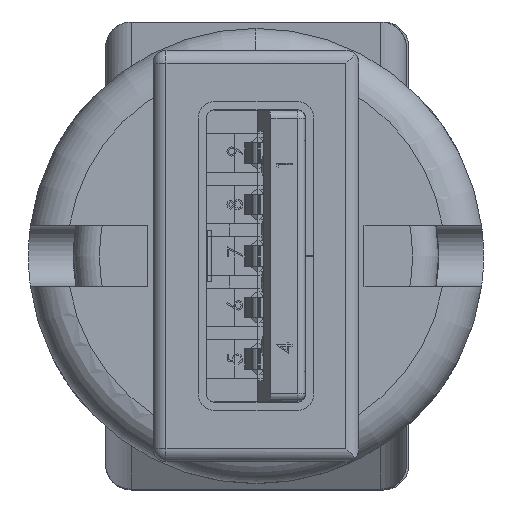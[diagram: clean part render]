
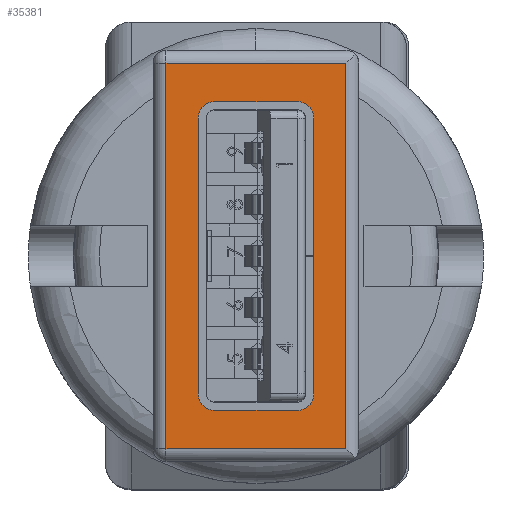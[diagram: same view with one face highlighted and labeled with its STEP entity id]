
A CAD part, left-side view. The second image highlights one B-rep face of the part: STEP entity #35381.
In plain terms, the highlighted face is planar.
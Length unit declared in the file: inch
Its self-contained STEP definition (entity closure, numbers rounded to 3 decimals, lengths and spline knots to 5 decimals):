
#972 = DIRECTION ( 'NONE',  ( 0., -1., 0. ) ) ;
#2770 = VERTEX_POINT ( 'NONE', #96470 ) ;
#2785 = CARTESIAN_POINT ( 'NONE',  ( -0.23622, 0.06339, -0.47244 ) ) ;
#3477 = CIRCLE ( 'NONE', #87484, 0.0252 ) ;
#3801 = DIRECTION ( 'NONE',  ( 0., 0., 1. ) ) ;
#5964 = FACE_OUTER_BOUND ( 'NONE', #20115, .T. ) ;
#6522 = LINE ( 'NONE', #16183, #70348 ) ;
#6556 = LINE ( 'NONE', #21341, #84681 ) ;
#6856 = CARTESIAN_POINT ( 'NONE',  ( -0.21102, 0.06339, -0.47244 ) ) ;
#9291 = CARTESIAN_POINT ( 'NONE',  ( -0.21102, -0.08858, -0.47244 ) ) ;
#9752 = LINE ( 'NONE', #9291, #95720 ) ;
#10342 = EDGE_CURVE ( 'NONE', #29399, #81323, #35023, .T. ) ;
#11873 = ORIENTED_EDGE ( 'NONE', *, *, #10342, .F. ) ;
#15662 = DIRECTION ( 'NONE',  ( -1., 0., 0. ) ) ;
#15920 = EDGE_CURVE ( 'NONE', #51040, #81810, #86735, .T. ) ;
#16183 = CARTESIAN_POINT ( 'NONE',  ( -0.21102, 0.08858, -0.47244 ) ) ;
#16218 = VERTEX_POINT ( 'NONE', #90625 ) ;
#18419 = VERTEX_POINT ( 'NONE', #92215 ) ;
#19328 = ORIENTED_EDGE ( 'NONE', *, *, #28943, .F. ) ;
#19845 = CARTESIAN_POINT ( 'NONE',  ( 0.21102, -0.06339, -0.47244 ) ) ;
#19944 = CIRCLE ( 'NONE', #89908, 0.0252 ) ;
#20115 = EDGE_LOOP ( 'NONE', ( #62262, #104907, #60212, #35106 ) ) ;
#20300 = AXIS2_PLACEMENT_3D ( 'NONE', #6856, #65096, #81131 ) ;
#21341 = CARTESIAN_POINT ( 'NONE',  ( 0.31496, -0.1378, -0.47244 ) ) ;
#24067 = EDGE_CURVE ( 'NONE', #2770, #81423, #9752, .T. ) ;
#24563 = VERTEX_POINT ( 'NONE', #74322 ) ;
#25604 = DIRECTION ( 'NONE',  ( -1., 0., 0. ) ) ;
#26225 = DIRECTION ( 'NONE',  ( -1., 0., 0. ) ) ;
#26978 = VERTEX_POINT ( 'NONE', #55658 ) ;
#27117 = DIRECTION ( 'NONE',  ( 1., 0., 0. ) ) ;
#28346 = ORIENTED_EDGE ( 'NONE', *, *, #46293, .F. ) ;
#28914 = EDGE_CURVE ( 'NONE', #81810, #26978, #97264, .T. ) ;
#28943 = EDGE_CURVE ( 'NONE', #53564, #29399, #60737, .T. ) ;
#29399 = VERTEX_POINT ( 'NONE', #2785 ) ;
#31111 = VECTOR ( 'NONE', #59040, 39.37008 ) ;
#31368 = DIRECTION ( 'NONE',  ( 0., 0., 1. ) ) ;
#32788 = EDGE_CURVE ( 'NONE', #60498, #53564, #6522, .T. ) ;
#35023 = LINE ( 'NONE', #75190, #80587 ) ;
#35106 = ORIENTED_EDGE ( 'NONE', *, *, #28914, .T. ) ;
#35381 = ADVANCED_FACE ( '?1', ( #46360, #5964 ), #40367, .F. ) ;
#35467 = VECTOR ( 'NONE', #43849, 39.37008 ) ;
#40367 = PLANE ( 'NONE',  #80113 ) ;
#41791 = EDGE_LOOP ( 'NONE', ( #99100, #49097, #57488, #92118, #45565, #28346, #11873, #19328 ) ) ;
#41909 = CARTESIAN_POINT ( 'NONE',  ( 0.23622, -0.06339, -0.47244 ) ) ;
#42015 = CARTESIAN_POINT ( 'NONE',  ( 0.21102, -0.08858, -0.47244 ) ) ;
#43582 = CARTESIAN_POINT ( 'NONE',  ( -0.21102, 0.08858, -0.47244 ) ) ;
#43849 = DIRECTION ( 'NONE',  ( 0., -1., 0. ) ) ;
#45565 = ORIENTED_EDGE ( 'NONE', *, *, #24067, .F. ) ;
#46293 = EDGE_CURVE ( 'NONE', #81323, #2770, #100717, .T. ) ;
#46360 = FACE_BOUND ( 'NONE', #41791, .T. ) ;
#46978 = CARTESIAN_POINT ( 'NONE',  ( -0.21102, -0.06339, -0.47244 ) ) ;
#48223 = CARTESIAN_POINT ( 'NONE',  ( -0.23622, -0.06339, -0.47244 ) ) ;
#48737 = CARTESIAN_POINT ( 'NONE',  ( 0.31496, 0.15748, -0.47244 ) ) ;
#49097 = ORIENTED_EDGE ( 'NONE', *, *, #77865, .F. ) ;
#51040 = VERTEX_POINT ( 'NONE', #67533 ) ;
#51111 = EDGE_CURVE ( 'NONE', #81423, #16218, #19944, .T. ) ;
#53564 = VERTEX_POINT ( 'NONE', #43582 ) ;
#55658 = CARTESIAN_POINT ( 'NONE',  ( -0.29528, 0.1378, -0.47244 ) ) ;
#57100 = LINE ( 'NONE', #41909, #31111 ) ;
#57128 = DIRECTION ( 'NONE',  ( 0., 0., -1. ) ) ;
#57488 = ORIENTED_EDGE ( 'NONE', *, *, #87654, .F. ) ;
#59040 = DIRECTION ( 'NONE',  ( 0., 1., 0. ) ) ;
#60212 = ORIENTED_EDGE ( 'NONE', *, *, #15920, .T. ) ;
#60498 = VERTEX_POINT ( 'NONE', #79096 ) ;
#60737 = CIRCLE ( 'NONE', #20300, 0.0252 ) ;
#62262 = ORIENTED_EDGE ( 'NONE', *, *, #66420, .T. ) ;
#62812 = DIRECTION ( 'NONE',  ( 1., 0., 0. ) ) ;
#64605 = VECTOR ( 'NONE', #101966, 39.37008 ) ;
#65096 = DIRECTION ( 'NONE',  ( 0., 0., 1. ) ) ;
#66420 = EDGE_CURVE ( 'NONE', #26978, #18419, #86240, .T. ) ;
#66996 = DIRECTION ( 'NONE',  ( 0., 0., 1. ) ) ;
#67361 = CARTESIAN_POINT ( 'NONE',  ( 0.21102, 0.06339, -0.47244 ) ) ;
#67533 = CARTESIAN_POINT ( 'NONE',  ( 0.29528, -0.1378, -0.47244 ) ) ;
#68589 = VECTOR ( 'NONE', #80408, 39.37008 ) ;
#69632 = EDGE_CURVE ( 'NONE', #18419, #51040, #6556, .T. ) ;
#70348 = VECTOR ( 'NONE', #25604, 39.37008 ) ;
#73853 = CARTESIAN_POINT ( 'NONE',  ( 0.29528, 0.15748, -0.47244 ) ) ;
#74322 = CARTESIAN_POINT ( 'NONE',  ( 0.23622, 0.06339, -0.47244 ) ) ;
#75190 = CARTESIAN_POINT ( 'NONE',  ( -0.23622, -0.06339, -0.47244 ) ) ;
#77865 = EDGE_CURVE ( 'NONE', #24563, #60498, #3477, .T. ) ;
#78089 = CARTESIAN_POINT ( 'NONE',  ( -0.29528, -0.15748, -0.47244 ) ) ;
#79096 = CARTESIAN_POINT ( 'NONE',  ( 0.21102, 0.08858, -0.47244 ) ) ;
#80113 = AXIS2_PLACEMENT_3D ( 'NONE', #48737, #57128, #15662 ) ;
#80408 = DIRECTION ( 'NONE',  ( -1., 0., 0. ) ) ;
#80587 = VECTOR ( 'NONE', #972, 39.37008 ) ;
#81131 = DIRECTION ( 'NONE',  ( -1., 0., 0. ) ) ;
#81323 = VERTEX_POINT ( 'NONE', #48223 ) ;
#81423 = VERTEX_POINT ( 'NONE', #42015 ) ;
#81810 = VERTEX_POINT ( 'NONE', #99102 ) ;
#84681 = VECTOR ( 'NONE', #62812, 39.37008 ) ;
#86240 = LINE ( 'NONE', #78089, #35467 ) ;
#86735 = LINE ( 'NONE', #73853, #64605 ) ;
#87484 = AXIS2_PLACEMENT_3D ( 'NONE', #67361, #66996, #26225 ) ;
#87654 = EDGE_CURVE ( 'NONE', #16218, #24563, #57100, .T. ) ;
#88125 = AXIS2_PLACEMENT_3D ( 'NONE', #46978, #31368, #105253 ) ;
#89908 = AXIS2_PLACEMENT_3D ( 'NONE', #19845, #3801, #104614 ) ;
#90625 = CARTESIAN_POINT ( 'NONE',  ( 0.23622, -0.06339, -0.47244 ) ) ;
#92118 = ORIENTED_EDGE ( 'NONE', *, *, #51111, .F. ) ;
#92215 = CARTESIAN_POINT ( 'NONE',  ( -0.29528, -0.1378, -0.47244 ) ) ;
#95720 = VECTOR ( 'NONE', #27117, 39.37008 ) ;
#96470 = CARTESIAN_POINT ( 'NONE',  ( -0.21102, -0.08858, -0.47244 ) ) ;
#97264 = LINE ( 'NONE', #103721, #68589 ) ;
#99100 = ORIENTED_EDGE ( 'NONE', *, *, #32788, .F. ) ;
#99102 = CARTESIAN_POINT ( 'NONE',  ( 0.29528, 0.1378, -0.47244 ) ) ;
#100717 = CIRCLE ( 'NONE', #88125, 0.0252 ) ;
#101966 = DIRECTION ( 'NONE',  ( 0., 1., 0. ) ) ;
#103721 = CARTESIAN_POINT ( 'NONE',  ( -0.31496, 0.1378, -0.47244 ) ) ;
#104614 = DIRECTION ( 'NONE',  ( 1., 0., 0. ) ) ;
#104907 = ORIENTED_EDGE ( 'NONE', *, *, #69632, .T. ) ;
#105253 = DIRECTION ( 'NONE',  ( -1., 0., 0. ) ) ;
